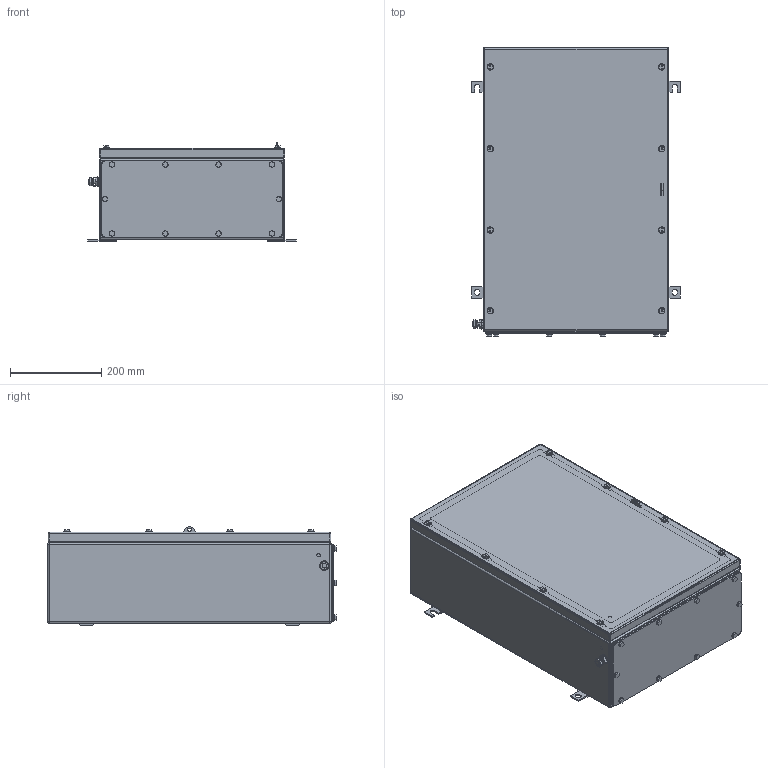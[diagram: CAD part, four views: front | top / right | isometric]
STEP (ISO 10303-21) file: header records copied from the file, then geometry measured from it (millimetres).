
FILE_DESCRIPTION(('CATIA V5 STEP Exchange','CAx-IF Rec.Pracs.--- Model Styling and Organization---1.4--- 2014-01-23'),'2;1');
FILE_NAME ('1523463-3_1_8000108853_8000108853_KTB_MH_624020_S4E1_LD.stp','2023-10-04T09:57:05+00:00',('none'),('Weidmueller'),'CATIA Version 5-6 Release 2016 SP3 HF44','CATIA V5 STEP AP214','none');
FILE_SCHEMA(('AUTOMOTIVE_DESIGN { 1 0 10303 214 1 1 1 1 }'));
Products named in the file (1): 8000108853 KTB MH 624020 S4E1
Bounding box: 457 x 631 x 215 mm (x, y, z)
Volume: 1848515.3 mm3; surface area: 2211301.3 mm2
Topology: 48 solids, 49 shells, 1774 faces, 4454 edges, 2853 vertices
Faces by surface type: plane 943, cylinder 661, cone 126, bspline 20, torus 16, sphere 8
Entity records: 57998 total; most frequent: CARTESIAN_POINT 16503, ORIENTED_EDGE 8792, DIRECTION 7354, EDGE_CURVE 4380, VERTEX_POINT 2842, VECTOR 2838, LINE 2838, AXIS2_PLACEMENT_3D 2780
